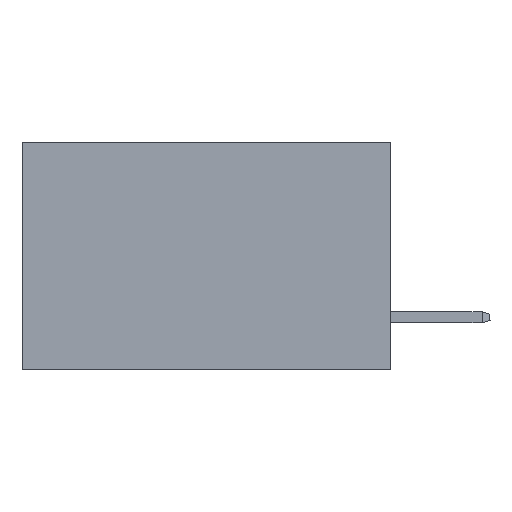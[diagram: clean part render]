
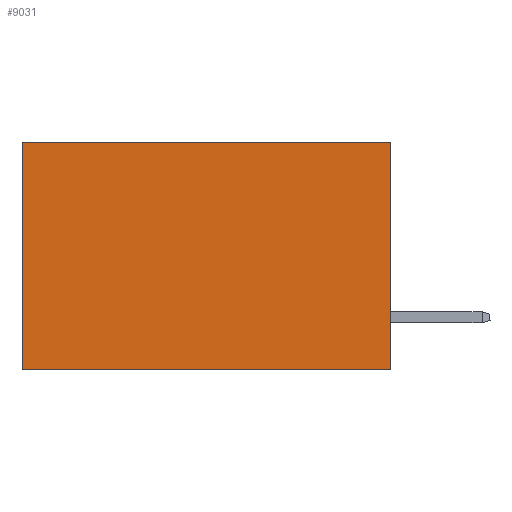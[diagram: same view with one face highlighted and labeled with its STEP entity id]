
A CAD part, left-side view. The second image highlights one B-rep face of the part: STEP entity #9031.
In plain terms, the highlighted planar face has unit normal (-1, 0, 0).
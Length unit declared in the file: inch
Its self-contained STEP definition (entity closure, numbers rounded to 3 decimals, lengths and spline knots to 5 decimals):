
#107 = ORIENTED_EDGE ( 'NONE', *, *, #3492, .F. ) ;
#565 = CARTESIAN_POINT ( 'NONE',  ( 0.2875, 0., -0.37 ) ) ;
#598 = EDGE_LOOP ( 'NONE', ( #10127, #4494, #107, #3904 ) ) ;
#1024 = VERTEX_POINT ( 'NONE', #10988 ) ;
#1501 = DIRECTION ( 'NONE',  ( 1., 0., 0. ) ) ;
#1608 = CARTESIAN_POINT ( 'NONE',  ( 0.2875, 0., 0. ) ) ;
#1686 = LINE ( 'NONE', #2130, #9692 ) ;
#2009 = EDGE_CURVE ( 'NONE', #2252, #11810, #1686, .T. ) ;
#2130 = CARTESIAN_POINT ( 'NONE',  ( 0.2875, 0., -0.37 ) ) ;
#2252 = VERTEX_POINT ( 'NONE', #565 ) ;
#2955 = DIRECTION ( 'NONE',  ( 0., 0., -1. ) ) ;
#3138 = LINE ( 'NONE', #10272, #6867 ) ;
#3492 = EDGE_CURVE ( 'NONE', #6008, #2252, #4847, .T. ) ;
#3904 = ORIENTED_EDGE ( 'NONE', *, *, #5241, .T. ) ;
#4494 = ORIENTED_EDGE ( 'NONE', *, *, #2009, .F. ) ;
#4763 = CARTESIAN_POINT ( 'NONE',  ( 0.2875, 0., 0. ) ) ;
#4847 = LINE ( 'NONE', #1608, #8784 ) ;
#5241 = EDGE_CURVE ( 'NONE', #6008, #1024, #3138, .T. ) ;
#6008 = VERTEX_POINT ( 'NONE', #4763 ) ;
#6867 = VECTOR ( 'NONE', #8236, 39.37008 ) ;
#6911 = PLANE ( 'NONE',  #9099 ) ;
#7077 = DIRECTION ( 'NONE',  ( 0., 0., -1. ) ) ;
#8027 = CARTESIAN_POINT ( 'NONE',  ( 0.2875, 0., 0. ) ) ;
#8236 = DIRECTION ( 'NONE',  ( 0., 1., 0. ) ) ;
#8784 = VECTOR ( 'NONE', #7077, 39.37008 ) ;
#9031 = ADVANCED_FACE ( 'NONE', ( #9652 ), #6911, .F. ) ;
#9099 = AXIS2_PLACEMENT_3D ( 'NONE', #8027, #1501, #11302 ) ;
#9240 = CARTESIAN_POINT ( 'NONE',  ( 0.2875, 0.6, -0.37 ) ) ;
#9652 = FACE_OUTER_BOUND ( 'NONE', #598, .T. ) ;
#9692 = VECTOR ( 'NONE', #11729, 39.37008 ) ;
#10127 = ORIENTED_EDGE ( 'NONE', *, *, #10461, .T. ) ;
#10272 = CARTESIAN_POINT ( 'NONE',  ( 0.2875, 0., 0. ) ) ;
#10341 = CARTESIAN_POINT ( 'NONE',  ( 0.2875, 0.6, 0. ) ) ;
#10461 = EDGE_CURVE ( 'NONE', #1024, #11810, #13198, .T. ) ;
#10988 = CARTESIAN_POINT ( 'NONE',  ( 0.2875, 0.6, 0. ) ) ;
#11302 = DIRECTION ( 'NONE',  ( 0., 0., -1. ) ) ;
#11729 = DIRECTION ( 'NONE',  ( 0., 1., 0. ) ) ;
#11810 = VERTEX_POINT ( 'NONE', #9240 ) ;
#11816 = VECTOR ( 'NONE', #2955, 39.37008 ) ;
#13198 = LINE ( 'NONE', #10341, #11816 ) ;
